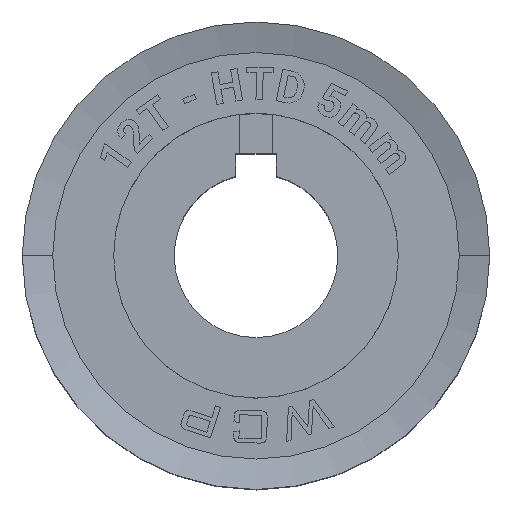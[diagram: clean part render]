
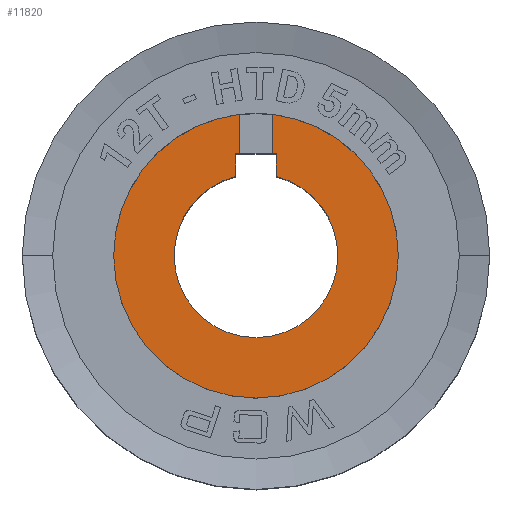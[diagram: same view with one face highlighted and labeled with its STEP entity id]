
A CAD part, top view. The second image highlights one B-rep face of the part: STEP entity #11820.
In plain terms, the highlighted planar face has unit normal (0, 0, 1).
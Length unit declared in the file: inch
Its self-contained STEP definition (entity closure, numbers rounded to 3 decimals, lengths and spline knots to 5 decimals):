
#173 = DIRECTION ( 'NONE',  ( 0., 1., 0. ) ) ;
#667 = CARTESIAN_POINT ( 'NONE',  ( 0., 0., 0.28543 ) ) ;
#672 = CARTESIAN_POINT ( 'NONE',  ( 0., 0., 0.28543 ) ) ;
#888 = DIRECTION ( 'NONE',  ( 1., 0., 0. ) ) ;
#965 = EDGE_CURVE ( 'NONE', #1696, #10883, #3830, .T. ) ;
#1125 = ORIENTED_EDGE ( 'NONE', *, *, #2942, .F. ) ;
#1141 = ORIENTED_EDGE ( 'NONE', *, *, #10168, .F. ) ;
#1142 = VECTOR ( 'NONE', #1687, 39.37008 ) ;
#1325 = VERTEX_POINT ( 'NONE', #10772 ) ;
#1330 = DIRECTION ( 'NONE',  ( 0., 1., 0. ) ) ;
#1582 = CARTESIAN_POINT ( 'NONE',  ( 0.03125, 0.27381, 0.28543 ) ) ;
#1616 = CIRCLE ( 'NONE', #9475, 0.1585 ) ;
#1665 = EDGE_CURVE ( 'NONE', #11501, #9072, #3415, .T. ) ;
#1687 = DIRECTION ( 'NONE',  ( -1., 0., 0. ) ) ;
#1696 = VERTEX_POINT ( 'NONE', #6599 ) ;
#2027 = CIRCLE ( 'NONE', #2224, 0.1585 ) ;
#2110 = CARTESIAN_POINT ( 'NONE',  ( -0.0395, 0.119, 0.28543 ) ) ;
#2224 = AXIS2_PLACEMENT_3D ( 'NONE', #672, #9919, #7187 ) ;
#2314 = CARTESIAN_POINT ( 'NONE',  ( -0.03125, 0.198, 0.28543 ) ) ;
#2556 = CARTESIAN_POINT ( 'NONE',  ( 0.27559, 0., 0.28543 ) ) ;
#2850 = DIRECTION ( 'NONE',  ( 1., 0., 0. ) ) ;
#2903 = ORIENTED_EDGE ( 'NONE', *, *, #965, .F. ) ;
#2942 = EDGE_CURVE ( 'NONE', #9508, #11501, #3403, .T. ) ;
#3205 = EDGE_CURVE ( 'NONE', #11670, #1325, #9404, .T. ) ;
#3255 = ORIENTED_EDGE ( 'NONE', *, *, #6337, .F. ) ;
#3323 = CIRCLE ( 'NONE', #10412, 0.27559 ) ;
#3403 = LINE ( 'NONE', #7209, #1142 ) ;
#3415 = LINE ( 'NONE', #2110, #3638 ) ;
#3506 = EDGE_CURVE ( 'NONE', #10883, #11102, #7784, .T. ) ;
#3553 = VECTOR ( 'NONE', #6093, 39.37008 ) ;
#3554 = DIRECTION ( 'NONE',  ( 0., 0., 1. ) ) ;
#3616 = DIRECTION ( 'NONE',  ( 1., 0., 0. ) ) ;
#3638 = VECTOR ( 'NONE', #5619, 39.37008 ) ;
#3765 = CARTESIAN_POINT ( 'NONE',  ( -0.0395, 0.198, 0.28543 ) ) ;
#3807 = CARTESIAN_POINT ( 'NONE',  ( 0.1585, 0., 0.28543 ) ) ;
#3830 = LINE ( 'NONE', #7583, #11828 ) ;
#3857 = ORIENTED_EDGE ( 'NONE', *, *, #1665, .F. ) ;
#4050 = DIRECTION ( 'NONE',  ( 0., 0., 1. ) ) ;
#4272 = EDGE_CURVE ( 'NONE', #7982, #11102, #3323, .T. ) ;
#4283 = AXIS2_PLACEMENT_3D ( 'NONE', #667, #3554, #3616 ) ;
#4362 = DIRECTION ( 'NONE',  ( 0., 0., 1. ) ) ;
#4607 = ORIENTED_EDGE ( 'NONE', *, *, #3506, .F. ) ;
#4672 = CARTESIAN_POINT ( 'NONE',  ( 0.0395, 0.119, 0.28543 ) ) ;
#4845 = CARTESIAN_POINT ( 'NONE',  ( 0.03125, 0.198, 0.28543 ) ) ;
#5025 = CARTESIAN_POINT ( 'NONE',  ( 0.03125, 0.08571, 0.28543 ) ) ;
#5152 = AXIS2_PLACEMENT_3D ( 'NONE', #6788, #5927, #11534 ) ;
#5237 = LINE ( 'NONE', #9000, #3553 ) ;
#5529 = CARTESIAN_POINT ( 'NONE',  ( 0., 0., 0.28543 ) ) ;
#5619 = DIRECTION ( 'NONE',  ( 0., -1., 0. ) ) ;
#5779 = LINE ( 'NONE', #4672, #11401 ) ;
#5828 = ORIENTED_EDGE ( 'NONE', *, *, #4272, .T. ) ;
#5927 = DIRECTION ( 'NONE',  ( 0., 0., 1. ) ) ;
#6093 = DIRECTION ( 'NONE',  ( 0., -1., 0. ) ) ;
#6337 = EDGE_CURVE ( 'NONE', #6742, #1696, #5779, .T. ) ;
#6377 = VERTEX_POINT ( 'NONE', #3807 ) ;
#6441 = DIRECTION ( 'NONE',  ( 1., 0., 0. ) ) ;
#6599 = CARTESIAN_POINT ( 'NONE',  ( 0.0395, 0.198, 0.28543 ) ) ;
#6742 = VERTEX_POINT ( 'NONE', #7483 ) ;
#6788 = CARTESIAN_POINT ( 'NONE',  ( 0., 0., 0.28543 ) ) ;
#6899 = DIRECTION ( 'NONE',  ( 0., 0., 1. ) ) ;
#6905 = CIRCLE ( 'NONE', #8294, 0.27559 ) ;
#7187 = DIRECTION ( 'NONE',  ( 1., 0., 0. ) ) ;
#7209 = CARTESIAN_POINT ( 'NONE',  ( -0.0395, 0.198, 0.28543 ) ) ;
#7483 = CARTESIAN_POINT ( 'NONE',  ( 0.0395, 0.1535, 0.28543 ) ) ;
#7583 = CARTESIAN_POINT ( 'NONE',  ( -0.0395, 0.198, 0.28543 ) ) ;
#7621 = CARTESIAN_POINT ( 'NONE',  ( -0.0395, 0.1535, 0.28543 ) ) ;
#7721 = AXIS2_PLACEMENT_3D ( 'NONE', #10477, #4050, #9732 ) ;
#7784 = LINE ( 'NONE', #5025, #8021 ) ;
#7982 = VERTEX_POINT ( 'NONE', #2556 ) ;
#8021 = VECTOR ( 'NONE', #1330, 39.37008 ) ;
#8169 = ORIENTED_EDGE ( 'NONE', *, *, #10308, .F. ) ;
#8294 = AXIS2_PLACEMENT_3D ( 'NONE', #9684, #6899, #888 ) ;
#8428 = CARTESIAN_POINT ( 'NONE',  ( -0.03125, 0.27381, 0.28543 ) ) ;
#8554 = PLANE ( 'NONE',  #7721 ) ;
#8789 = ORIENTED_EDGE ( 'NONE', *, *, #3205, .T. ) ;
#8792 = ORIENTED_EDGE ( 'NONE', *, *, #8814, .F. ) ;
#8814 = EDGE_CURVE ( 'NONE', #11670, #9508, #5237, .T. ) ;
#9000 = CARTESIAN_POINT ( 'NONE',  ( -0.03125, 0.08571, 0.28543 ) ) ;
#9072 = VERTEX_POINT ( 'NONE', #7621 ) ;
#9214 = CARTESIAN_POINT ( 'NONE',  ( -0.1585, 0., 0.28543 ) ) ;
#9245 = EDGE_LOOP ( 'NONE', ( #4607, #2903, #3255, #1141, #11911, #8169, #3857, #1125, #8792, #8789, #10231, #5828 ) ) ;
#9327 = DIRECTION ( 'NONE',  ( 0., 0., 1. ) ) ;
#9404 = CIRCLE ( 'NONE', #4283, 0.27559 ) ;
#9475 = AXIS2_PLACEMENT_3D ( 'NONE', #10371, #9327, #2850 ) ;
#9508 = VERTEX_POINT ( 'NONE', #2314 ) ;
#9672 = FACE_OUTER_BOUND ( 'NONE', #9245, .T. ) ;
#9684 = CARTESIAN_POINT ( 'NONE',  ( 0., 0., 0.28543 ) ) ;
#9732 = DIRECTION ( 'NONE',  ( 1., 0., 0. ) ) ;
#9774 = EDGE_CURVE ( 'NONE', #1325, #7982, #6905, .T. ) ;
#9919 = DIRECTION ( 'NONE',  ( 0., 0., 1. ) ) ;
#10168 = EDGE_CURVE ( 'NONE', #6377, #6742, #1616, .T. ) ;
#10231 = ORIENTED_EDGE ( 'NONE', *, *, #9774, .T. ) ;
#10308 = EDGE_CURVE ( 'NONE', #9072, #11044, #10464, .T. ) ;
#10371 = CARTESIAN_POINT ( 'NONE',  ( 0., 0., 0.28543 ) ) ;
#10412 = AXIS2_PLACEMENT_3D ( 'NONE', #5529, #4362, #6441 ) ;
#10464 = CIRCLE ( 'NONE', #5152, 0.1585 ) ;
#10477 = CARTESIAN_POINT ( 'NONE',  ( 0., 0., 0.28543 ) ) ;
#10772 = CARTESIAN_POINT ( 'NONE',  ( -0.27559, 0., 0.28543 ) ) ;
#10883 = VERTEX_POINT ( 'NONE', #4845 ) ;
#11044 = VERTEX_POINT ( 'NONE', #9214 ) ;
#11102 = VERTEX_POINT ( 'NONE', #1582 ) ;
#11351 = DIRECTION ( 'NONE',  ( -1., 0., 0. ) ) ;
#11401 = VECTOR ( 'NONE', #173, 39.37008 ) ;
#11501 = VERTEX_POINT ( 'NONE', #3765 ) ;
#11534 = DIRECTION ( 'NONE',  ( 1., 0., 0. ) ) ;
#11670 = VERTEX_POINT ( 'NONE', #8428 ) ;
#11820 = ADVANCED_FACE ( 'NONE', ( #9672 ), #8554, .T. ) ;
#11828 = VECTOR ( 'NONE', #11351, 39.37008 ) ;
#11900 = EDGE_CURVE ( 'NONE', #11044, #6377, #2027, .T. ) ;
#11911 = ORIENTED_EDGE ( 'NONE', *, *, #11900, .F. ) ;
